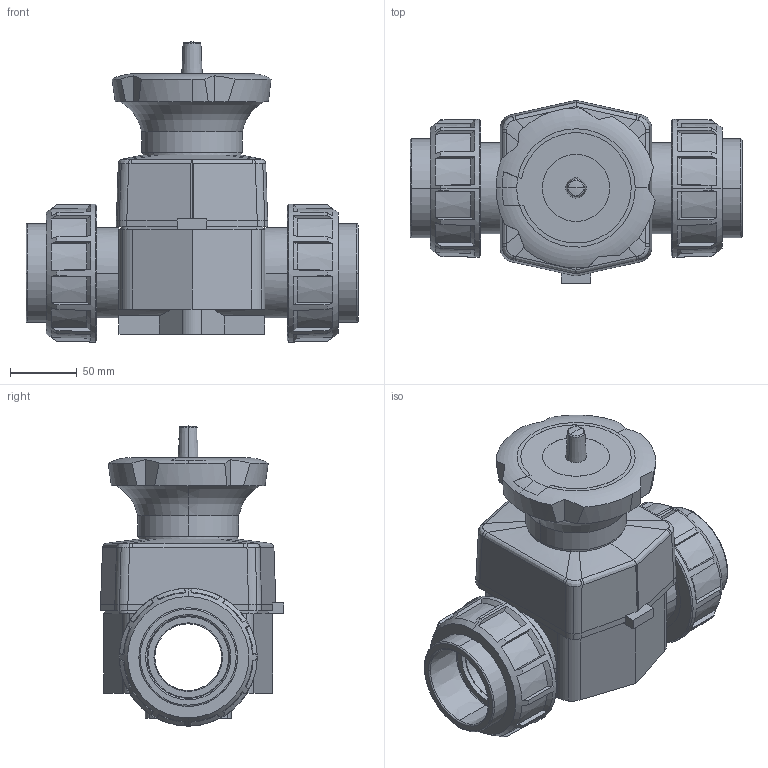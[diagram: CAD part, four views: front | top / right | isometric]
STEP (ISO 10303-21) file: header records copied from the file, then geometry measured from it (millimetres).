
FILE_DESCRIPTION(('STEP AP214'),'1');
FILE_NAME('dkuim063e.stp','2017-04-07T15:35:29',('TraceParts'),('TraceParts S.A.'),'Spatial InterOp 3D',' ',' ');
FILE_SCHEMA(('automotive_design'));
Length unit declared in the file: millimetre
Products named in the file (8): dkuim063e_1; dkuim063e_2; dkuim063e_3; dkuim063e_4; dkuim063e_5; dkuim063e_6; dkuim063e_7; dkuim063e_8
Bounding box: 249 x 137.37 x 225.18 mm (x, y, z)
Volume: 2194947.6 mm3; surface area: 289462.1 mm2
Topology: 8 solids, 8 shells, 364 faces, 973 edges, 636 vertices
Faces by surface type: plane 145, cylinder 88, cone 73, bspline 30, torus 28
Entity records: 16136 total; most frequent: CARTESIAN_POINT 4288, ORIENTED_EDGE 1942, DIRECTION 1798, EDGE_CURVE 971, AXIS2_PLACEMENT_3D 761, VERTEX_POINT 636, CIRCLE 391, EDGE_LOOP 387
